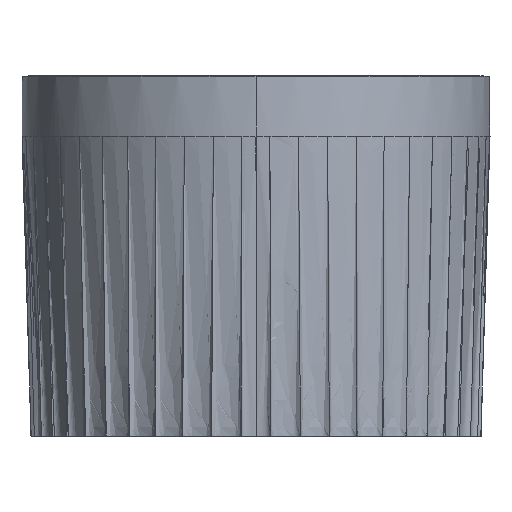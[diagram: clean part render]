
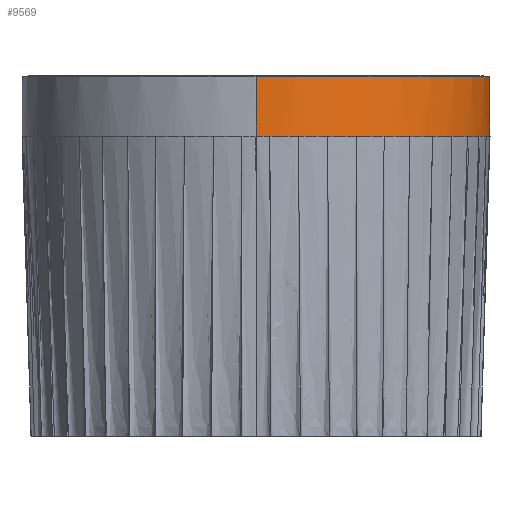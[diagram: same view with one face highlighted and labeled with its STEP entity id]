
A CAD part, left-side view. The second image highlights one B-rep face of the part: STEP entity #9569.
In plain terms, the highlighted cylindrical face has radius 390 mm (diameter 780 mm), a partial arc.
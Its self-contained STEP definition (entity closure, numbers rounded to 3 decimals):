
#41 = CARTESIAN_POINT ( 'NONE',  ( -17014.436, 165.352, 500. ) ) ;
#126 = AXIS2_PLACEMENT_3D ( 'NONE', #1554, #13159, #3198 ) ;
#130 = ORIENTED_EDGE ( 'NONE', *, *, #21205, .F. ) ;
#174 = EDGE_CURVE ( 'NONE', #12306, #18245, #3061, .T. ) ;
#242 = CARTESIAN_POINT ( 'NONE',  ( -16966.459, 146.354, 500. ) ) ;
#600 = AXIS2_PLACEMENT_3D ( 'NONE', #12641, #2705, #14337 ) ;
#713 = CARTESIAN_POINT ( 'NONE',  ( -17103.212, 223.479, 500. ) ) ;
#793 = CARTESIAN_POINT ( 'NONE',  ( -17230.673, 446.746, 500. ) ) ;
#1108 = DIRECTION ( 'NONE',  ( 0., 0., -1. ) ) ;
#1125 = DIRECTION ( 'NONE',  ( -1., 0., 0. ) ) ;
#1267 = EDGE_LOOP ( 'NONE', ( #3320, #15159, #8667, #2966, #16827, #11769, #19696, #10005, #18319, #19645, #130, #16691, #4086, #5053, #8760, #7226 ) ) ;
#1278 = VERTEX_POINT ( 'NONE', #16905 ) ;
#1385 = DIRECTION ( 'NONE',  ( -1., 0., 0. ) ) ;
#1462 = DIRECTION ( 'NONE',  ( -1., 0., 0. ) ) ;
#1490 = LINE ( 'NONE', #13116, #8717 ) ;
#1523 = CARTESIAN_POINT ( 'NONE',  ( -16847.175, 517.664, 500. ) ) ;
#1554 = CARTESIAN_POINT ( 'NONE',  ( -16847.175, 517.664, 500. ) ) ;
#1590 = DIRECTION ( 'NONE',  ( 0., 0., -1. ) ) ;
#1635 = CIRCLE ( 'NONE', #7531, 390. ) ;
#2125 = AXIS2_PLACEMENT_3D ( 'NONE', #11016, #1108, #12699 ) ;
#2437 = EDGE_CURVE ( 'NONE', #11081, #16801, #16549, .T. ) ;
#2582 = EDGE_CURVE ( 'NONE', #16474, #11081, #19346, .T. ) ;
#2705 = DIRECTION ( 'NONE',  ( 0., 0., -1. ) ) ;
#2803 = CARTESIAN_POINT ( 'NONE',  ( -16847.175, 517.664, 500. ) ) ;
#2836 = CIRCLE ( 'NONE', #600, 390. ) ;
#2966 = ORIENTED_EDGE ( 'NONE', *, *, #18116, .F. ) ;
#3047 = CIRCLE ( 'NONE', #8166, 390. ) ;
#3061 = LINE ( 'NONE', #14473, #16323 ) ;
#3173 = DIRECTION ( 'NONE',  ( -1., 0., 0. ) ) ;
#3198 = DIRECTION ( 'NONE',  ( -1., 0., 0. ) ) ;
#3320 = ORIENTED_EDGE ( 'NONE', *, *, #14294, .T. ) ;
#4025 = DIRECTION ( 'NONE',  ( 0., 0., -1. ) ) ;
#4046 = CYLINDRICAL_SURFACE ( 'NONE', #4070, 390. ) ;
#4070 = AXIS2_PLACEMENT_3D ( 'NONE', #20426, #8891, #10560 ) ;
#4086 = ORIENTED_EDGE ( 'NONE', *, *, #11670, .F. ) ;
#4114 = VERTEX_POINT ( 'NONE', #242 ) ;
#4468 = DIRECTION ( 'NONE',  ( -1., 0., 0. ) ) ;
#4649 = AXIS2_PLACEMENT_3D ( 'NONE', #1523, #13131, #3173 ) ;
#4674 = EDGE_CURVE ( 'NONE', #18575, #1278, #9768, .T. ) ;
#5053 = ORIENTED_EDGE ( 'NONE', *, *, #5652, .F. ) ;
#5371 = VECTOR ( 'NONE', #7611, 1000. ) ;
#5652 = EDGE_CURVE ( 'NONE', #9182, #4114, #13955, .T. ) ;
#5785 = VERTEX_POINT ( 'NONE', #21178 ) ;
#6045 = CARTESIAN_POINT ( 'NONE',  ( -16847.175, 517.664, 500. ) ) ;
#6325 = AXIS2_PLACEMENT_3D ( 'NONE', #2803, #14435, #4468 ) ;
#7139 = EDGE_CURVE ( 'NONE', #12208, #7610, #3047, .T. ) ;
#7226 = ORIENTED_EDGE ( 'NONE', *, *, #4674, .T. ) ;
#7241 = DIRECTION ( 'NONE',  ( 0., 0., -1. ) ) ;
#7333 = VERTEX_POINT ( 'NONE', #793 ) ;
#7487 = CIRCLE ( 'NONE', #2125, 390. ) ;
#7531 = AXIS2_PLACEMENT_3D ( 'NONE', #13996, #4025, #15661 ) ;
#7610 = VERTEX_POINT ( 'NONE', #19435 ) ;
#7611 = DIRECTION ( 'NONE',  ( 0., 0., 1. ) ) ;
#7682 = CIRCLE ( 'NONE', #11559, 390. ) ;
#7683 = DIRECTION ( 'NONE',  ( -1., 0., 0. ) ) ;
#7743 = CARTESIAN_POINT ( 'NONE',  ( -16847.175, 517.664, 500. ) ) ;
#7855 = EDGE_CURVE ( 'NONE', #13081, #18245, #1490, .T. ) ;
#7871 = CIRCLE ( 'NONE', #10295, 390. ) ;
#8166 = AXIS2_PLACEMENT_3D ( 'NONE', #21229, #11374, #1462 ) ;
#8355 = EDGE_CURVE ( 'NONE', #16801, #12208, #7682, .T. ) ;
#8501 = CARTESIAN_POINT ( 'NONE',  ( -16917.969, 134.143, 500. ) ) ;
#8562 = DIRECTION ( 'NONE',  ( 0., 0., -1. ) ) ;
#8667 = ORIENTED_EDGE ( 'NONE', *, *, #174, .F. ) ;
#8717 = VECTOR ( 'NONE', #8562, 1000. ) ;
#8760 = ORIENTED_EDGE ( 'NONE', *, *, #19820, .F. ) ;
#8891 = DIRECTION ( 'NONE',  ( 0., 0., -1. ) ) ;
#8933 = CARTESIAN_POINT ( 'NONE',  ( -17237.175, 517.648, 500. ) ) ;
#9182 = VERTEX_POINT ( 'NONE', #8501 ) ;
#9418 = DIRECTION ( 'NONE',  ( -1., 0., 0. ) ) ;
#9569 = ADVANCED_FACE ( 'NONE', ( #12910 ), #4046, .T. ) ;
#9768 = LINE ( 'NONE', #10884, #5371 ) ;
#10005 = ORIENTED_EDGE ( 'NONE', *, *, #8355, .F. ) ;
#10295 = AXIS2_PLACEMENT_3D ( 'NONE', #17193, #7241, #18819 ) ;
#10560 = DIRECTION ( 'NONE',  ( -1., 0., 0. ) ) ;
#10881 = CARTESIAN_POINT ( 'NONE',  ( -17237.175, 517.664, 500. ) ) ;
#10884 = CARTESIAN_POINT ( 'NONE',  ( -16870.228, 128.346, 600. ) ) ;
#11016 = CARTESIAN_POINT ( 'NONE',  ( -16847.175, 517.664, 500. ) ) ;
#11035 = DIRECTION ( 'NONE',  ( 0., 0., -1. ) ) ;
#11081 = VERTEX_POINT ( 'NONE', #16487 ) ;
#11291 = DIRECTION ( 'NONE',  ( 0., 0., -1. ) ) ;
#11374 = DIRECTION ( 'NONE',  ( 0., 0., -1. ) ) ;
#11503 = CARTESIAN_POINT ( 'NONE',  ( -16847.175, 517.664, 500. ) ) ;
#11559 = AXIS2_PLACEMENT_3D ( 'NONE', #21150, #11291, #1385 ) ;
#11670 = EDGE_CURVE ( 'NONE', #4114, #17912, #7487, .T. ) ;
#11769 = ORIENTED_EDGE ( 'NONE', *, *, #14370, .F. ) ;
#12208 = VERTEX_POINT ( 'NONE', #21296 ) ;
#12306 = VERTEX_POINT ( 'NONE', #8933 ) ;
#12641 = CARTESIAN_POINT ( 'NONE',  ( -16847.175, 517.664, 600. ) ) ;
#12699 = DIRECTION ( 'NONE',  ( -1., 0., 0. ) ) ;
#12910 = FACE_OUTER_BOUND ( 'NONE', #1267, .T. ) ;
#13081 = VERTEX_POINT ( 'NONE', #17228 ) ;
#13116 = CARTESIAN_POINT ( 'NONE',  ( -17237.175, 517.664, 600. ) ) ;
#13131 = DIRECTION ( 'NONE',  ( 0., 0., -1. ) ) ;
#13139 = AXIS2_PLACEMENT_3D ( 'NONE', #7743, #19310, #9418 ) ;
#13159 = DIRECTION ( 'NONE',  ( 0., 0., -1. ) ) ;
#13203 = DIRECTION ( 'NONE',  ( -1., 0., 0. ) ) ;
#13862 = CIRCLE ( 'NONE', #6325, 390. ) ;
#13955 = CIRCLE ( 'NONE', #126, 390. ) ;
#13996 = CARTESIAN_POINT ( 'NONE',  ( -16847.175, 517.664, 500. ) ) ;
#14294 = EDGE_CURVE ( 'NONE', #1278, #13081, #2836, .T. ) ;
#14337 = DIRECTION ( 'NONE',  ( -1., 0., 0. ) ) ;
#14370 = EDGE_CURVE ( 'NONE', #7610, #7333, #14544, .T. ) ;
#14399 = DIRECTION ( 'NONE',  ( 0., 1., 0. ) ) ;
#14435 = DIRECTION ( 'NONE',  ( 0., 0., -1. ) ) ;
#14473 = CARTESIAN_POINT ( 'NONE',  ( -17237.175, 517.656, 500. ) ) ;
#14544 = CIRCLE ( 'NONE', #17257, 390. ) ;
#15159 = ORIENTED_EDGE ( 'NONE', *, *, #7855, .T. ) ;
#15370 = AXIS2_PLACEMENT_3D ( 'NONE', #11503, #1590, #13203 ) ;
#15661 = DIRECTION ( 'NONE',  ( -1., 0., 0. ) ) ;
#15883 = CARTESIAN_POINT ( 'NONE',  ( -17173.588, 304.229, 500. ) ) ;
#16213 = CIRCLE ( 'NONE', #21350, 390. ) ;
#16323 = VECTOR ( 'NONE', #14399, 1000. ) ;
#16382 = CARTESIAN_POINT ( 'NONE',  ( -17236.486, 494.49, 500. ) ) ;
#16474 = VERTEX_POINT ( 'NONE', #713 ) ;
#16487 = CARTESIAN_POINT ( 'NONE',  ( -17141.269, 261.522, 500. ) ) ;
#16549 = CIRCLE ( 'NONE', #13139, 390. ) ;
#16691 = ORIENTED_EDGE ( 'NONE', *, *, #17580, .F. ) ;
#16801 = VERTEX_POINT ( 'NONE', #15883 ) ;
#16827 = ORIENTED_EDGE ( 'NONE', *, *, #18320, .F. ) ;
#16905 = CARTESIAN_POINT ( 'NONE',  ( -16870.228, 128.346, 600. ) ) ;
#17193 = CARTESIAN_POINT ( 'NONE',  ( -16847.175, 517.664, 500. ) ) ;
#17214 = VERTEX_POINT ( 'NONE', #16382 ) ;
#17228 = CARTESIAN_POINT ( 'NONE',  ( -17237.175, 517.664, 600. ) ) ;
#17257 = AXIS2_PLACEMENT_3D ( 'NONE', #20891, #11035, #1125 ) ;
#17580 = EDGE_CURVE ( 'NONE', #17912, #5785, #13862, .T. ) ;
#17627 = DIRECTION ( 'NONE',  ( 0., 0., -1. ) ) ;
#17912 = VERTEX_POINT ( 'NONE', #41 ) ;
#18116 = EDGE_CURVE ( 'NONE', #17214, #12306, #7871, .T. ) ;
#18245 = VERTEX_POINT ( 'NONE', #10881 ) ;
#18319 = ORIENTED_EDGE ( 'NONE', *, *, #2437, .F. ) ;
#18320 = EDGE_CURVE ( 'NONE', #7333, #17214, #16213, .T. ) ;
#18575 = VERTEX_POINT ( 'NONE', #19325 ) ;
#18819 = DIRECTION ( 'NONE',  ( -1., 0., 0. ) ) ;
#19310 = DIRECTION ( 'NONE',  ( 0., 0., -1. ) ) ;
#19325 = CARTESIAN_POINT ( 'NONE',  ( -16870.228, 128.346, 500. ) ) ;
#19346 = CIRCLE ( 'NONE', #15370, 390. ) ;
#19435 = CARTESIAN_POINT ( 'NONE',  ( -17218.445, 398.255, 500. ) ) ;
#19645 = ORIENTED_EDGE ( 'NONE', *, *, #2582, .F. ) ;
#19696 = ORIENTED_EDGE ( 'NONE', *, *, #7139, .F. ) ;
#19820 = EDGE_CURVE ( 'NONE', #18575, #9182, #20229, .T. ) ;
#20229 = CIRCLE ( 'NONE', #4649, 390. ) ;
#20426 = CARTESIAN_POINT ( 'NONE',  ( -16847.175, 517.664, 600. ) ) ;
#20891 = CARTESIAN_POINT ( 'NONE',  ( -16847.175, 517.664, 500. ) ) ;
#21150 = CARTESIAN_POINT ( 'NONE',  ( -16847.175, 517.664, 500. ) ) ;
#21178 = CARTESIAN_POINT ( 'NONE',  ( -17060.496, 191.176, 500. ) ) ;
#21205 = EDGE_CURVE ( 'NONE', #5785, #16474, #1635, .T. ) ;
#21229 = CARTESIAN_POINT ( 'NONE',  ( -16847.175, 517.664, 500. ) ) ;
#21296 = CARTESIAN_POINT ( 'NONE',  ( -17199.429, 350.282, 500. ) ) ;
#21350 = AXIS2_PLACEMENT_3D ( 'NONE', #6045, #17627, #7683 ) ;
